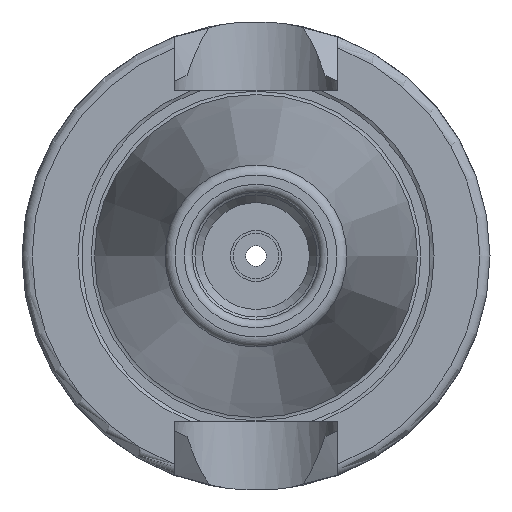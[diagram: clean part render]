
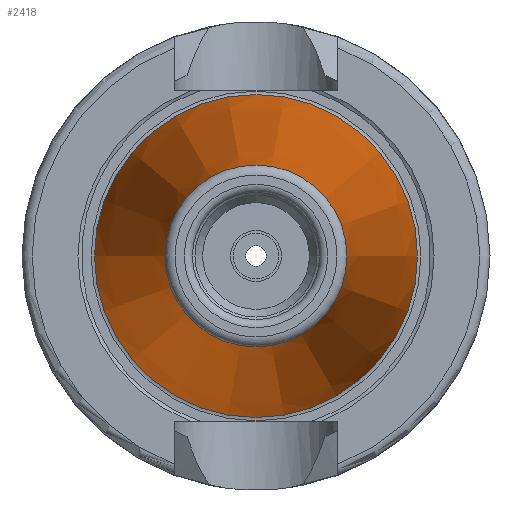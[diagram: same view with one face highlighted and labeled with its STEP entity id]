
A CAD part, left-side view. The second image highlights one B-rep face of the part: STEP entity #2418.
In plain terms, the highlighted conical face has half-angle 8.297 degrees and reference radius 12.408 mm.
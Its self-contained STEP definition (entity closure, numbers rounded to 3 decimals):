
#2384=CARTESIAN_POINT('',(-47.544,8.941,0.0));
#2385=VERTEX_POINT('',#2384);
#2386=CARTESIAN_POINT('',(-47.544,0.0,0.0));
#2387=DIRECTION('',(1.0,0.0,0.0));
#2388=DIRECTION('',(0.0,1.0,0.0));
#2389=AXIS2_PLACEMENT_3D('',#2386,#2387,#2388);
#2390=CIRCLE('',#2389,8.941);
#2391=EDGE_CURVE('',#2385,#2385,#2390,.T.);
#2399=CARTESIAN_POINT('',(-23.772,0.0,0.0));
#2400=DIRECTION('',(1.0,0.0,0.0));
#2401=DIRECTION('',(0.0,1.0,0.0));
#2402=AXIS2_PLACEMENT_3D('',#2399,#2400,#2401);
#2403=CONICAL_SURFACE('',#2402,12.408,8.297);
#2404=CARTESIAN_POINT('',(0.0,15.875,0.0));
#2405=VERTEX_POINT('',#2404);
#2406=CARTESIAN_POINT('',(0.0,0.0,0.0));
#2407=DIRECTION('',(1.0,0.0,0.0));
#2408=DIRECTION('',(0.0,1.0,0.0));
#2409=AXIS2_PLACEMENT_3D('',#2406,#2407,#2408);
#2410=CIRCLE('',#2409,15.875);
#2411=EDGE_CURVE('',#2405,#2405,#2410,.T.);
#2412=ORIENTED_EDGE('',*,*,#2411,.F.);
#2413=EDGE_LOOP('',(#2412));
#2414=FACE_OUTER_BOUND('',#2413,.T.);
#2415=ORIENTED_EDGE('',*,*,#2391,.T.);
#2416=EDGE_LOOP('',(#2415));
#2417=FACE_BOUND('',#2416,.T.);
#2418=ADVANCED_FACE('',(#2414,#2417),#2403,.T.);
